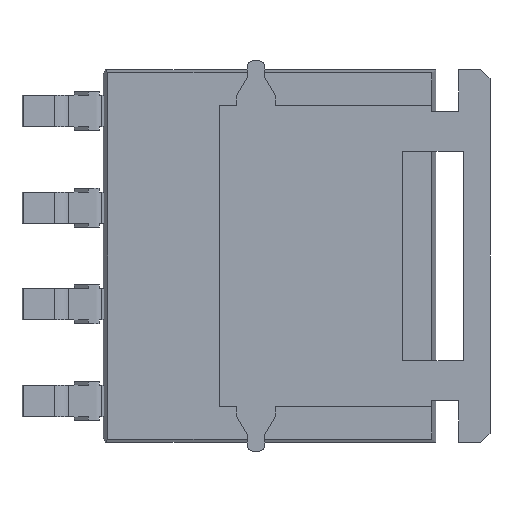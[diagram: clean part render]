
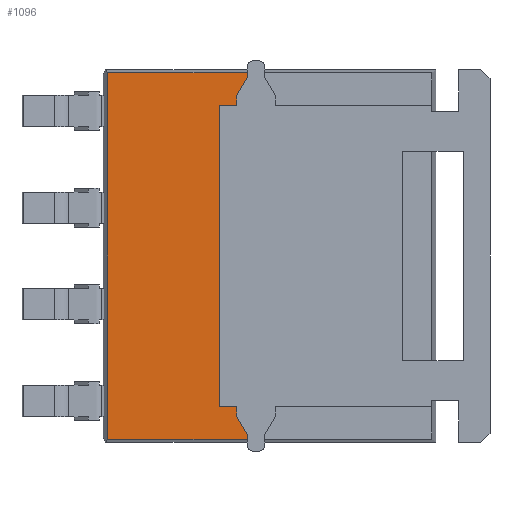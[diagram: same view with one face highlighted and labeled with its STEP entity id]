
A CAD part, front view. The second image highlights one B-rep face of the part: STEP entity #1096.
In plain terms, the highlighted planar face has unit normal (0, -1, 0).
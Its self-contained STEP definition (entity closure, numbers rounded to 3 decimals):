
#15 = LINE ( 'NONE', #2823, #3619 ) ;
#184 = LINE ( 'NONE', #4987, #2494 ) ;
#223 = EDGE_CURVE ( 'NONE', #5002, #2833, #3373, .T. ) ;
#322 = VECTOR ( 'NONE', #3448, 1000. ) ;
#327 = ORIENTED_EDGE ( 'NONE', *, *, #1444, .F. ) ;
#413 = DIRECTION ( 'NONE',  ( 0., 0., -1. ) ) ;
#447 = DIRECTION ( 'NONE',  ( 0., 0., 1. ) ) ;
#472 = ORIENTED_EDGE ( 'NONE', *, *, #4957, .F. ) ;
#516 = EDGE_CURVE ( 'NONE', #4368, #3670, #4286, .T. ) ;
#529 = ORIENTED_EDGE ( 'NONE', *, *, #1337, .F. ) ;
#530 = CARTESIAN_POINT ( 'NONE',  ( -2.105, 0., 0.255 ) ) ;
#620 = LINE ( 'NONE', #2481, #5449 ) ;
#714 = PLANE ( 'NONE',  #3439 ) ;
#746 = CARTESIAN_POINT ( 'NONE',  ( 1.98, 0., 0.485 ) ) ;
#820 = ORIENTED_EDGE ( 'NONE', *, *, #4070, .F. ) ;
#926 = CARTESIAN_POINT ( 'NONE',  ( 2.347, 0., 0.115 ) ) ;
#1096 = ADVANCED_FACE ( 'NONE', ( #4827 ), #714, .F. ) ;
#1143 = ORIENTED_EDGE ( 'NONE', *, *, #516, .F. ) ;
#1145 = EDGE_CURVE ( 'NONE', #1349, #3501, #4271, .T. ) ;
#1161 = DIRECTION ( 'NONE',  ( 0., 0., 1. ) ) ;
#1177 = ORIENTED_EDGE ( 'NONE', *, *, #3607, .T. ) ;
#1178 = VECTOR ( 'NONE', #1699, 1000. ) ;
#1179 = CARTESIAN_POINT ( 'NONE',  ( 2.45, 0., 1.95 ) ) ;
#1208 = VERTEX_POINT ( 'NONE', #2189 ) ;
#1337 = EDGE_CURVE ( 'NONE', #2833, #4368, #620, .T. ) ;
#1349 = VERTEX_POINT ( 'NONE', #2516 ) ;
#1444 = EDGE_CURVE ( 'NONE', #3670, #3846, #3662, .T. ) ;
#1455 = VECTOR ( 'NONE', #3805, 1000. ) ;
#1645 = DIRECTION ( 'NONE',  ( -1., 0., 0. ) ) ;
#1699 = DIRECTION ( 'NONE',  ( -0.866, 0., 0.5 ) ) ;
#1710 = CARTESIAN_POINT ( 'NONE',  ( 1.98, 0., 0.255 ) ) ;
#1767 = VERTEX_POINT ( 'NONE', #3993 ) ;
#1846 = VECTOR ( 'NONE', #2016, 1000. ) ;
#1936 = LINE ( 'NONE', #3411, #4234 ) ;
#1992 = VECTOR ( 'NONE', #413, 1000. ) ;
#2016 = DIRECTION ( 'NONE',  ( -1., 0., 0. ) ) ;
#2073 = CARTESIAN_POINT ( 'NONE',  ( -1.98, 0., 0.255 ) ) ;
#2085 = CARTESIAN_POINT ( 'NONE',  ( 2.45, 0., 1.95 ) ) ;
#2164 = DIRECTION ( 'NONE',  ( -0.866, 0., -0.5 ) ) ;
#2189 = CARTESIAN_POINT ( 'NONE',  ( 2.105, 0., 0.255 ) ) ;
#2209 = CARTESIAN_POINT ( 'NONE',  ( -2.406, 0., 1.95 ) ) ;
#2443 = EDGE_CURVE ( 'NONE', #3501, #4531, #184, .T. ) ;
#2481 = CARTESIAN_POINT ( 'NONE',  ( 1.98, 0., 0.485 ) ) ;
#2494 = VECTOR ( 'NONE', #5006, 1000. ) ;
#2516 = CARTESIAN_POINT ( 'NONE',  ( -2.347, 0., 0.115 ) ) ;
#2627 = DIRECTION ( 'NONE',  ( -1., 0., 0. ) ) ;
#2648 = EDGE_CURVE ( 'NONE', #5556, #1208, #3748, .T. ) ;
#2739 = VECTOR ( 'NONE', #2164, 1000. ) ;
#2775 = ORIENTED_EDGE ( 'NONE', *, *, #223, .F. ) ;
#2823 = CARTESIAN_POINT ( 'NONE',  ( 2.105, 0., 0.255 ) ) ;
#2833 = VERTEX_POINT ( 'NONE', #746 ) ;
#2863 = DIRECTION ( 'NONE',  ( -1., 0., 0. ) ) ;
#2918 = CARTESIAN_POINT ( 'NONE',  ( -2.347, 0., 0.115 ) ) ;
#2957 = LINE ( 'NONE', #4824, #5625 ) ;
#3019 = CARTESIAN_POINT ( 'NONE',  ( -1.98, 0., 0.255 ) ) ;
#3182 = EDGE_CURVE ( 'NONE', #1767, #5556, #2957, .T. ) ;
#3275 = ORIENTED_EDGE ( 'NONE', *, *, #4143, .T. ) ;
#3363 = CARTESIAN_POINT ( 'NONE',  ( -1.98, 0., 0.485 ) ) ;
#3373 = LINE ( 'NONE', #1710, #322 ) ;
#3411 = CARTESIAN_POINT ( 'NONE',  ( 2.406, 0., -2.365 ) ) ;
#3439 = AXIS2_PLACEMENT_3D ( 'NONE', #1179, #5477, #1161 ) ;
#3448 = DIRECTION ( 'NONE',  ( 0., 0., 1. ) ) ;
#3501 = VERTEX_POINT ( 'NONE', #5518 ) ;
#3607 = EDGE_CURVE ( 'NONE', #1767, #3966, #1936, .T. ) ;
#3619 = VECTOR ( 'NONE', #2863, 1000. ) ;
#3662 = LINE ( 'NONE', #2073, #5256 ) ;
#3670 = VERTEX_POINT ( 'NONE', #5632 ) ;
#3732 = EDGE_LOOP ( 'NONE', ( #4475, #4278, #472, #327, #1143, #529, #2775, #820, #4250, #4230, #1177, #3275 ) ) ;
#3748 = LINE ( 'NONE', #5160, #1178 ) ;
#3805 = DIRECTION ( 'NONE',  ( -1., 0., 0. ) ) ;
#3846 = VERTEX_POINT ( 'NONE', #530 ) ;
#3922 = CARTESIAN_POINT ( 'NONE',  ( 1.98, 0., 0.255 ) ) ;
#3966 = VERTEX_POINT ( 'NONE', #4451 ) ;
#3993 = CARTESIAN_POINT ( 'NONE',  ( 2.406, 0., 0.115 ) ) ;
#4070 = EDGE_CURVE ( 'NONE', #1208, #5002, #15, .T. ) ;
#4143 = EDGE_CURVE ( 'NONE', #3966, #4531, #4634, .T. ) ;
#4230 = ORIENTED_EDGE ( 'NONE', *, *, #3182, .F. ) ;
#4234 = VECTOR ( 'NONE', #447, 1000. ) ;
#4250 = ORIENTED_EDGE ( 'NONE', *, *, #2648, .F. ) ;
#4271 = LINE ( 'NONE', #2918, #1846 ) ;
#4278 = ORIENTED_EDGE ( 'NONE', *, *, #1145, .F. ) ;
#4286 = LINE ( 'NONE', #3019, #1992 ) ;
#4368 = VERTEX_POINT ( 'NONE', #3363 ) ;
#4451 = CARTESIAN_POINT ( 'NONE',  ( 2.406, 0., 1.95 ) ) ;
#4475 = ORIENTED_EDGE ( 'NONE', *, *, #2443, .F. ) ;
#4531 = VERTEX_POINT ( 'NONE', #2209 ) ;
#4624 = LINE ( 'NONE', #5654, #2739 ) ;
#4634 = LINE ( 'NONE', #2085, #1455 ) ;
#4683 = DIRECTION ( 'NONE',  ( -1., 0., 0. ) ) ;
#4824 = CARTESIAN_POINT ( 'NONE',  ( 2.347, 0., 0.115 ) ) ;
#4827 = FACE_OUTER_BOUND ( 'NONE', #3732, .T. ) ;
#4957 = EDGE_CURVE ( 'NONE', #3846, #1349, #4624, .T. ) ;
#4987 = CARTESIAN_POINT ( 'NONE',  ( -2.406, 0., -2.365 ) ) ;
#5002 = VERTEX_POINT ( 'NONE', #3922 ) ;
#5006 = DIRECTION ( 'NONE',  ( 0., 0., 1. ) ) ;
#5160 = CARTESIAN_POINT ( 'NONE',  ( 2.105, 0., 0.255 ) ) ;
#5256 = VECTOR ( 'NONE', #4683, 1000. ) ;
#5449 = VECTOR ( 'NONE', #1645, 1000. ) ;
#5477 = DIRECTION ( 'NONE',  ( 0., 1., 0. ) ) ;
#5518 = CARTESIAN_POINT ( 'NONE',  ( -2.406, 0., 0.115 ) ) ;
#5556 = VERTEX_POINT ( 'NONE', #926 ) ;
#5625 = VECTOR ( 'NONE', #2627, 1000. ) ;
#5632 = CARTESIAN_POINT ( 'NONE',  ( -1.98, 0., 0.255 ) ) ;
#5654 = CARTESIAN_POINT ( 'NONE',  ( -2.105, 0., 0.255 ) ) ;
